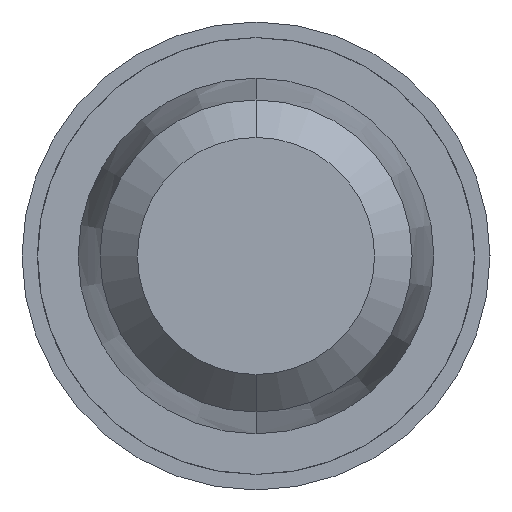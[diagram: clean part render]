
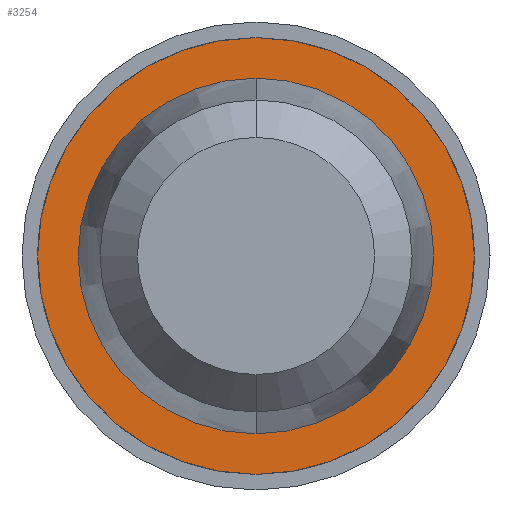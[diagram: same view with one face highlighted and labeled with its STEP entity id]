
A CAD part, front view. The second image highlights one B-rep face of the part: STEP entity #3254.
In plain terms, the highlighted planar face has unit normal (0, -1, 0).
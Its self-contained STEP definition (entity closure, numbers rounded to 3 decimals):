
#59 = DIRECTION ( 'NONE',  ( 0., 0., -1. ) ) ;
#160 = CIRCLE ( 'NONE', #1513, 0.57 ) ;
#185 = EDGE_CURVE ( 'Defeature ausgef�hrt2_12+Defeature ausgef�hrt2_13+Defeature ausgef�hrt2_13+Defeature ausgef�hrt2_13', #2958, #763, #160, .T. ) ;
#230 = AXIS2_PLACEMENT_3D ( 'NONE', #1548, #2775, #665 ) ;
#363 = ORIENTED_EDGE ( 'NONE', *, *, #3323, .T. ) ;
#428 = CIRCLE ( 'NONE', #3183, 0.7 ) ;
#600 = PLANE ( 'NONE',  #607 ) ;
#607 = AXIS2_PLACEMENT_3D ( 'NONE', #620, #1860, #2769 ) ;
#620 = CARTESIAN_POINT ( 'NONE',  ( 0.57, 26., 0. ) ) ;
#665 = DIRECTION ( 'NONE',  ( 0., 0., -1. ) ) ;
#751 = DIRECTION ( 'NONE',  ( 0., 0., -1. ) ) ;
#763 = VERTEX_POINT ( 'NONE', #1698 ) ;
#1078 = CARTESIAN_POINT ( 'NONE',  ( 0., 26., 0. ) ) ;
#1194 = CIRCLE ( 'NONE', #2677, 0.7 ) ;
#1285 = EDGE_CURVE ( 'Defeature ausgef�hrt2_12+Defeature ausgef�hrt2_13+Defeature ausgef�hrt2_13+Defeature ausgef�hrt2_13', #763, #2958, #3240, .T. ) ;
#1322 = ORIENTED_EDGE ( 'NONE', *, *, #1285, .F. ) ;
#1384 = DIRECTION ( 'NONE',  ( 0., 0., -1. ) ) ;
#1475 = ORIENTED_EDGE ( 'NONE', *, *, #185, .F. ) ;
#1513 = AXIS2_PLACEMENT_3D ( 'NONE', #2812, #1605, #59 ) ;
#1548 = CARTESIAN_POINT ( 'NONE',  ( 0., 26., 0. ) ) ;
#1564 = CARTESIAN_POINT ( 'NONE',  ( 0., 26., 0. ) ) ;
#1605 = DIRECTION ( 'NONE',  ( 0., -1., 0. ) ) ;
#1664 = CARTESIAN_POINT ( 'NONE',  ( 0., 26., 0.57 ) ) ;
#1698 = CARTESIAN_POINT ( 'NONE',  ( 0., 26., -0.57 ) ) ;
#1779 = VERTEX_POINT ( 'NONE', #3136 ) ;
#1860 = DIRECTION ( 'NONE',  ( 0., -1., 0. ) ) ;
#2462 = FACE_OUTER_BOUND ( 'NONE', #3080, .T. ) ;
#2677 = AXIS2_PLACEMENT_3D ( 'NONE', #1078, #2896, #1384 ) ;
#2769 = DIRECTION ( 'NONE',  ( 0., 0., -1. ) ) ;
#2775 = DIRECTION ( 'NONE',  ( 0., -1., 0. ) ) ;
#2789 = DIRECTION ( 'NONE',  ( 0., -1., 0. ) ) ;
#2812 = CARTESIAN_POINT ( 'NONE',  ( 0., 26., 0. ) ) ;
#2896 = DIRECTION ( 'NONE',  ( 0., -1., 0. ) ) ;
#2913 = CARTESIAN_POINT ( 'NONE',  ( 0., 26., 0.7 ) ) ;
#2958 = VERTEX_POINT ( 'NONE', #1664 ) ;
#3080 = EDGE_LOOP ( 'NONE', ( #363, #3134 ) ) ;
#3134 = ORIENTED_EDGE ( 'NONE', *, *, #3912, .T. ) ;
#3136 = CARTESIAN_POINT ( 'NONE',  ( 0., 26., -0.7 ) ) ;
#3183 = AXIS2_PLACEMENT_3D ( 'NONE', #1564, #2789, #751 ) ;
#3240 = CIRCLE ( 'NONE', #230, 0.57 ) ;
#3254 = ADVANCED_FACE ( 'Defeature ausgef�hrt2_13', ( #2462, #3764 ), #600, .T. ) ;
#3323 = EDGE_CURVE ( 'Defeature ausgef�hrt2_13+Defeature ausgef�hrt2_14+Defeature ausgef�hrt2_14+Defeature ausgef�hrt2_14', #1779, #3332, #1194, .T. ) ;
#3332 = VERTEX_POINT ( 'NONE', #2913 ) ;
#3764 = FACE_BOUND ( 'NONE', #3785, .T. ) ;
#3785 = EDGE_LOOP ( 'NONE', ( #1475, #1322 ) ) ;
#3912 = EDGE_CURVE ( 'Defeature ausgef�hrt2_13+Defeature ausgef�hrt2_14+Defeature ausgef�hrt2_14+Defeature ausgef�hrt2_14', #3332, #1779, #428, .T. ) ;
